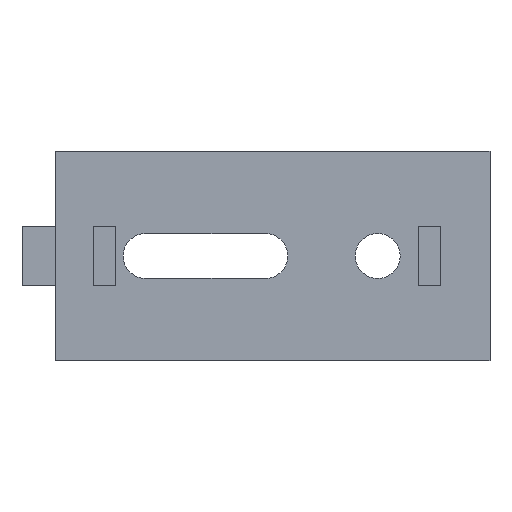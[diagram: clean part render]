
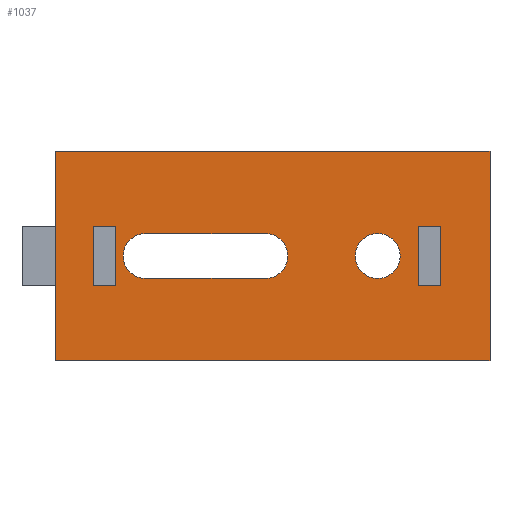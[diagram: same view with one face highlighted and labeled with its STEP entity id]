
A CAD part, front view. The second image highlights one B-rep face of the part: STEP entity #1037.
In plain terms, the highlighted planar face has unit normal (0, -1, 0).
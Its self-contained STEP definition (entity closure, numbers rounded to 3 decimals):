
#9 = LINE ( 'NONE', #316, #594 ) ;
#20 = EDGE_CURVE ( 'NONE', #559, #1186, #750, .T. ) ;
#42 = EDGE_LOOP ( 'NONE', ( #1244, #1184, #1091, #165 ) ) ;
#54 = VECTOR ( 'NONE', #678, 1000. ) ;
#57 = CARTESIAN_POINT ( 'NONE',  ( 0., 0., -14. ) ) ;
#69 = FACE_OUTER_BOUND ( 'NONE', #856, .T. ) ;
#78 = CARTESIAN_POINT ( 'NONE',  ( 5., 0., -4. ) ) ;
#81 = DIRECTION ( 'NONE',  ( 1., 0., 0. ) ) ;
#92 = ORIENTED_EDGE ( 'NONE', *, *, #209, .T. ) ;
#104 = VECTOR ( 'NONE', #333, 1000. ) ;
#127 = VERTEX_POINT ( 'NONE', #279 ) ;
#132 = EDGE_CURVE ( 'NONE', #975, #468, #459, .T. ) ;
#138 = ORIENTED_EDGE ( 'NONE', *, *, #505, .T. ) ;
#141 = CARTESIAN_POINT ( 'NONE',  ( 28., 0., 0. ) ) ;
#152 = VECTOR ( 'NONE', #207, 1000. ) ;
#159 = VECTOR ( 'NONE', #994, 1000. ) ;
#165 = ORIENTED_EDGE ( 'NONE', *, *, #454, .F. ) ;
#167 = EDGE_CURVE ( 'NONE', #997, #975, #1303, .T. ) ;
#177 = VERTEX_POINT ( 'NONE', #348 ) ;
#179 = DIRECTION ( 'NONE',  ( 0., 1., 0. ) ) ;
#190 = CARTESIAN_POINT ( 'NONE',  ( 0., 0., -14. ) ) ;
#194 = DIRECTION ( 'NONE',  ( 0., 0., 1. ) ) ;
#196 = VECTOR ( 'NONE', #1056, 1000. ) ;
#203 = DIRECTION ( 'NONE',  ( 0., 0., -1. ) ) ;
#206 = CARTESIAN_POINT ( 'NONE',  ( 43., 0., -3. ) ) ;
#207 = DIRECTION ( 'NONE',  ( 0., 0., 1. ) ) ;
#209 = EDGE_CURVE ( 'NONE', #177, #566, #544, .T. ) ;
#241 = LINE ( 'NONE', #759, #1131 ) ;
#279 = CARTESIAN_POINT ( 'NONE',  ( 28., 0., 3. ) ) ;
#280 = LINE ( 'NONE', #368, #683 ) ;
#309 = ORIENTED_EDGE ( 'NONE', *, *, #793, .F. ) ;
#316 = CARTESIAN_POINT ( 'NONE',  ( 48.4, 0., -4. ) ) ;
#318 = DIRECTION ( 'NONE',  ( 0., 0., 1. ) ) ;
#333 = DIRECTION ( 'NONE',  ( -1., 0., 0. ) ) ;
#335 = VECTOR ( 'NONE', #376, 1000. ) ;
#347 = AXIS2_PLACEMENT_3D ( 'NONE', #1202, #578, #789 ) ;
#348 = CARTESIAN_POINT ( 'NONE',  ( 0., 0., -14. ) ) ;
#350 = VERTEX_POINT ( 'NONE', #804 ) ;
#359 = CARTESIAN_POINT ( 'NONE',  ( 0., 0., 14. ) ) ;
#367 = VECTOR ( 'NONE', #880, 1000. ) ;
#368 = CARTESIAN_POINT ( 'NONE',  ( 51.4, 0., -4. ) ) ;
#376 = DIRECTION ( 'NONE',  ( 1., 0., 0. ) ) ;
#393 = CARTESIAN_POINT ( 'NONE',  ( 5., 0., -4. ) ) ;
#398 = AXIS2_PLACEMENT_3D ( 'NONE', #951, #1246, #318 ) ;
#402 = CARTESIAN_POINT ( 'NONE',  ( 5., 0., 4. ) ) ;
#403 = EDGE_CURVE ( 'NONE', #643, #1133, #694, .T. ) ;
#404 = CARTESIAN_POINT ( 'NONE',  ( 51.4, 0., -4. ) ) ;
#423 = EDGE_LOOP ( 'NONE', ( #784, #826 ) ) ;
#444 = AXIS2_PLACEMENT_3D ( 'NONE', #141, #548, #194 ) ;
#446 = VERTEX_POINT ( 'NONE', #78 ) ;
#452 = VERTEX_POINT ( 'NONE', #914 ) ;
#454 = EDGE_CURVE ( 'NONE', #468, #446, #1328, .T. ) ;
#459 = LINE ( 'NONE', #662, #367 ) ;
#468 = VERTEX_POINT ( 'NONE', #402 ) ;
#479 = LINE ( 'NONE', #897, #335 ) ;
#483 = ORIENTED_EDGE ( 'NONE', *, *, #1078, .F. ) ;
#504 = DIRECTION ( 'NONE',  ( 0., -1., 0. ) ) ;
#505 = EDGE_CURVE ( 'NONE', #566, #1133, #1130, .T. ) ;
#506 = AXIS2_PLACEMENT_3D ( 'NONE', #576, #179, #1001 ) ;
#509 = CARTESIAN_POINT ( 'NONE',  ( 12., 0., 3. ) ) ;
#512 = CARTESIAN_POINT ( 'NONE',  ( 48.4, 0., 4. ) ) ;
#513 = VECTOR ( 'NONE', #833, 1000. ) ;
#518 = LINE ( 'NONE', #531, #513 ) ;
#525 = CARTESIAN_POINT ( 'NONE',  ( 58., 0., 14. ) ) ;
#531 = CARTESIAN_POINT ( 'NONE',  ( 5., 0., -4. ) ) ;
#544 = LINE ( 'NONE', #57, #777 ) ;
#548 = DIRECTION ( 'NONE',  ( 0., 1., 0. ) ) ;
#549 = EDGE_CURVE ( 'NONE', #446, #997, #518, .T. ) ;
#559 = VERTEX_POINT ( 'NONE', #1265 ) ;
#566 = VERTEX_POINT ( 'NONE', #1063 ) ;
#569 = EDGE_CURVE ( 'NONE', #770, #974, #1042, .T. ) ;
#576 = CARTESIAN_POINT ( 'NONE',  ( 43., 0., 0. ) ) ;
#578 = DIRECTION ( 'NONE',  ( 0., 1., 0. ) ) ;
#594 = VECTOR ( 'NONE', #203, 1000. ) ;
#598 = DIRECTION ( 'NONE',  ( 0., 0., -1. ) ) ;
#631 = CARTESIAN_POINT ( 'NONE',  ( 0., 0., -14. ) ) ;
#643 = VERTEX_POINT ( 'NONE', #359 ) ;
#662 = CARTESIAN_POINT ( 'NONE',  ( 5., 0., 4. ) ) ;
#678 = DIRECTION ( 'NONE',  ( -1., 0., 0. ) ) ;
#683 = VECTOR ( 'NONE', #781, 1000. ) ;
#691 = PLANE ( 'NONE',  #941 ) ;
#694 = LINE ( 'NONE', #1230, #1214 ) ;
#699 = CIRCLE ( 'NONE', #444, 3. ) ;
#708 = VERTEX_POINT ( 'NONE', #952 ) ;
#715 = CARTESIAN_POINT ( 'NONE',  ( 51.4, 0., 4. ) ) ;
#733 = VERTEX_POINT ( 'NONE', #206 ) ;
#735 = EDGE_LOOP ( 'NONE', ( #1077, #968, #1106, #853 ) ) ;
#750 = CIRCLE ( 'NONE', #347, 3. ) ;
#756 = DIRECTION ( 'NONE',  ( 1., 0., 0. ) ) ;
#759 = CARTESIAN_POINT ( 'NONE',  ( 48.4, 0., -4. ) ) ;
#770 = VERTEX_POINT ( 'NONE', #715 ) ;
#772 = EDGE_LOOP ( 'NONE', ( #956, #1088, #1115, #483 ) ) ;
#777 = VECTOR ( 'NONE', #756, 1000. ) ;
#781 = DIRECTION ( 'NONE',  ( 0., 0., 1. ) ) ;
#784 = ORIENTED_EDGE ( 'NONE', *, *, #1251, .T. ) ;
#789 = DIRECTION ( 'NONE',  ( 0., 0., 1. ) ) ;
#793 = EDGE_CURVE ( 'NONE', #177, #643, #1272, .T. ) ;
#804 = CARTESIAN_POINT ( 'NONE',  ( 43., 0., 3. ) ) ;
#806 = FACE_BOUND ( 'NONE', #423, .T. ) ;
#807 = EDGE_CURVE ( 'NONE', #733, #350, #872, .T. ) ;
#826 = ORIENTED_EDGE ( 'NONE', *, *, #807, .T. ) ;
#833 = DIRECTION ( 'NONE',  ( 1., 0., 0. ) ) ;
#853 = ORIENTED_EDGE ( 'NONE', *, *, #1205, .T. ) ;
#856 = EDGE_LOOP ( 'NONE', ( #138, #886, #309, #92 ) ) ;
#872 = CIRCLE ( 'NONE', #398, 3. ) ;
#873 = CARTESIAN_POINT ( 'NONE',  ( 8., 0., -4. ) ) ;
#880 = DIRECTION ( 'NONE',  ( -1., 0., 0. ) ) ;
#886 = ORIENTED_EDGE ( 'NONE', *, *, #403, .F. ) ;
#897 = CARTESIAN_POINT ( 'NONE',  ( 12., 0., 3. ) ) ;
#914 = CARTESIAN_POINT ( 'NONE',  ( 48.4, 0., -4. ) ) ;
#922 = DIRECTION ( 'NONE',  ( 0., 0., -1. ) ) ;
#933 = EDGE_CURVE ( 'NONE', #452, #1047, #241, .T. ) ;
#934 = EDGE_CURVE ( 'NONE', #127, #708, #699, .T. ) ;
#941 = AXIS2_PLACEMENT_3D ( 'NONE', #190, #504, #598 ) ;
#951 = CARTESIAN_POINT ( 'NONE',  ( 43., 0., 0. ) ) ;
#952 = CARTESIAN_POINT ( 'NONE',  ( 28., 0., -3. ) ) ;
#956 = ORIENTED_EDGE ( 'NONE', *, *, #569, .F. ) ;
#965 = CIRCLE ( 'NONE', #506, 3. ) ;
#968 = ORIENTED_EDGE ( 'NONE', *, *, #1259, .T. ) ;
#974 = VERTEX_POINT ( 'NONE', #1334 ) ;
#975 = VERTEX_POINT ( 'NONE', #1113 ) ;
#994 = DIRECTION ( 'NONE',  ( 0., 0., 1. ) ) ;
#997 = VERTEX_POINT ( 'NONE', #1330 ) ;
#1001 = DIRECTION ( 'NONE',  ( 0., 0., 1. ) ) ;
#1017 = FACE_BOUND ( 'NONE', #735, .T. ) ;
#1037 = ADVANCED_FACE ( 'NONE', ( #806, #1017, #69, #1120, #1319 ), #691, .T. ) ;
#1042 = LINE ( 'NONE', #512, #104 ) ;
#1047 = VERTEX_POINT ( 'NONE', #404 ) ;
#1056 = DIRECTION ( 'NONE',  ( 0., 0., 1. ) ) ;
#1063 = CARTESIAN_POINT ( 'NONE',  ( 58., 0., -14. ) ) ;
#1071 = DIRECTION ( 'NONE',  ( 1., 0., 0. ) ) ;
#1077 = ORIENTED_EDGE ( 'NONE', *, *, #20, .T. ) ;
#1078 = EDGE_CURVE ( 'NONE', #974, #452, #9, .T. ) ;
#1088 = ORIENTED_EDGE ( 'NONE', *, *, #1243, .F. ) ;
#1091 = ORIENTED_EDGE ( 'NONE', *, *, #549, .F. ) ;
#1092 = LINE ( 'NONE', #1207, #54 ) ;
#1106 = ORIENTED_EDGE ( 'NONE', *, *, #934, .T. ) ;
#1113 = CARTESIAN_POINT ( 'NONE',  ( 8., 0., 4. ) ) ;
#1115 = ORIENTED_EDGE ( 'NONE', *, *, #933, .F. ) ;
#1120 = FACE_BOUND ( 'NONE', #42, .T. ) ;
#1130 = LINE ( 'NONE', #1140, #152 ) ;
#1131 = VECTOR ( 'NONE', #1071, 1000. ) ;
#1133 = VERTEX_POINT ( 'NONE', #525 ) ;
#1140 = CARTESIAN_POINT ( 'NONE',  ( 58., 0., -14. ) ) ;
#1184 = ORIENTED_EDGE ( 'NONE', *, *, #167, .F. ) ;
#1186 = VERTEX_POINT ( 'NONE', #509 ) ;
#1202 = CARTESIAN_POINT ( 'NONE',  ( 12., 0., 0. ) ) ;
#1205 = EDGE_CURVE ( 'NONE', #708, #559, #1092, .T. ) ;
#1207 = CARTESIAN_POINT ( 'NONE',  ( 12., 0., -3. ) ) ;
#1214 = VECTOR ( 'NONE', #81, 1000. ) ;
#1230 = CARTESIAN_POINT ( 'NONE',  ( 0., 0., 14. ) ) ;
#1243 = EDGE_CURVE ( 'NONE', #1047, #770, #280, .T. ) ;
#1244 = ORIENTED_EDGE ( 'NONE', *, *, #132, .F. ) ;
#1246 = DIRECTION ( 'NONE',  ( 0., 1., 0. ) ) ;
#1251 = EDGE_CURVE ( 'NONE', #350, #733, #965, .T. ) ;
#1259 = EDGE_CURVE ( 'NONE', #1186, #127, #479, .T. ) ;
#1265 = CARTESIAN_POINT ( 'NONE',  ( 12., 0., -3. ) ) ;
#1272 = LINE ( 'NONE', #631, #196 ) ;
#1301 = VECTOR ( 'NONE', #922, 1000. ) ;
#1303 = LINE ( 'NONE', #873, #159 ) ;
#1319 = FACE_BOUND ( 'NONE', #772, .T. ) ;
#1328 = LINE ( 'NONE', #393, #1301 ) ;
#1330 = CARTESIAN_POINT ( 'NONE',  ( 8., 0., -4. ) ) ;
#1334 = CARTESIAN_POINT ( 'NONE',  ( 48.4, 0., 4. ) ) ;
